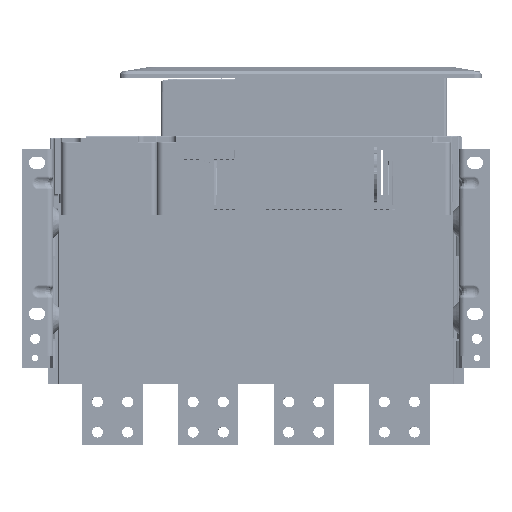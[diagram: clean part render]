
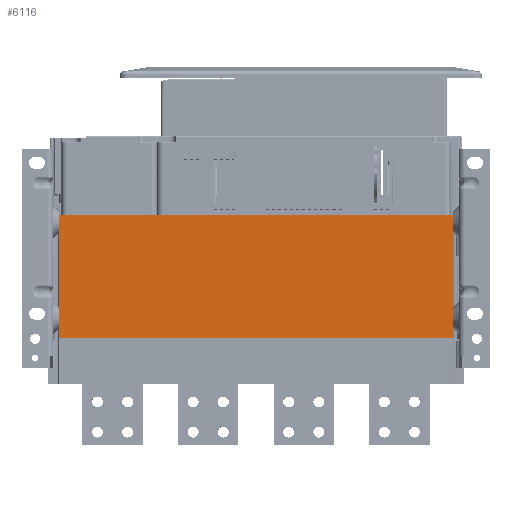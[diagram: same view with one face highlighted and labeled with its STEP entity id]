
A CAD part, top view. The second image highlights one B-rep face of the part: STEP entity #6116.
In plain terms, the highlighted planar face has unit normal (0, 0, 1).
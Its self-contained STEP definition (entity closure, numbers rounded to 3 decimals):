
#606=DIRECTION('',(-1.,0.,0.));
#607=VECTOR('',#606,391.);
#608=CARTESIAN_POINT('',(148.,123.,150.));
#609=LINE('',#608,#607);
#1351=DIRECTION('',(-1.,0.,0.));
#1352=VECTOR('',#1351,391.);
#1353=CARTESIAN_POINT('',(148.,0.,150.));
#1354=LINE('',#1353,#1352);
#1355=DIRECTION('',(0.,-1.,0.));
#1356=VECTOR('',#1355,123.);
#1357=CARTESIAN_POINT('',(148.,123.,150.));
#1358=LINE('',#1357,#1356);
#1381=DIRECTION('',(0.,-1.,0.));
#1382=VECTOR('',#1381,123.);
#1383=CARTESIAN_POINT('',(-243.,123.,150.));
#1384=LINE('',#1383,#1382);
#3301=CARTESIAN_POINT('',(148.,123.,150.));
#3302=VERTEX_POINT('',#3301);
#3303=CARTESIAN_POINT('',(-243.,123.,150.));
#3304=VERTEX_POINT('',#3303);
#3439=CARTESIAN_POINT('',(-243.,0.,150.));
#3440=VERTEX_POINT('',#3439);
#3441=CARTESIAN_POINT('',(148.,0.,150.));
#3442=VERTEX_POINT('',#3441);
#6104=CARTESIAN_POINT('',(-243.,0.,150.));
#6105=DIRECTION('',(0.,0.,1.));
#6106=DIRECTION('',(1.,0.,0.));
#6107=AXIS2_PLACEMENT_3D('',#6104,#6105,#6106);
#6108=PLANE('',#6107);
#6109=ORIENTED_EDGE('',*,*,#4238,.T.);
#6111=ORIENTED_EDGE('',*,*,#6110,.F.);
#6112=ORIENTED_EDGE('',*,*,#4601,.F.);
#6113=ORIENTED_EDGE('',*,*,#6081,.T.);
#6114=EDGE_LOOP('',(#6109,#6111,#6112,#6113));
#6115=FACE_OUTER_BOUND('',#6114,.F.);
#6116=ADVANCED_FACE('',(#6115),#6108,.T.);
#4238=EDGE_CURVE('',#3442,#3440,#1354,.T.);
#4601=EDGE_CURVE('',#3302,#3304,#609,.T.);
#6081=EDGE_CURVE('',#3302,#3442,#1358,.T.);
#6110=EDGE_CURVE('',#3304,#3440,#1384,.T.);
